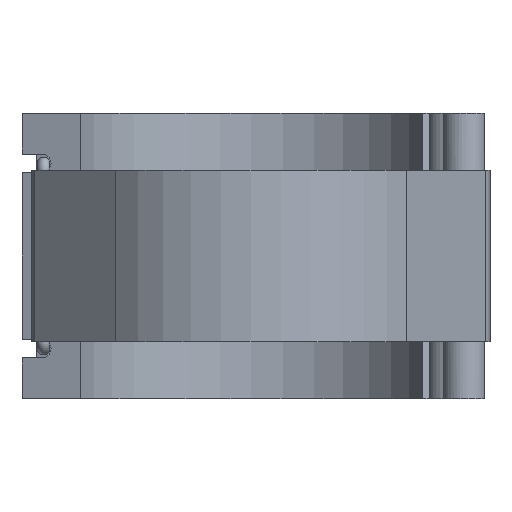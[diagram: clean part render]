
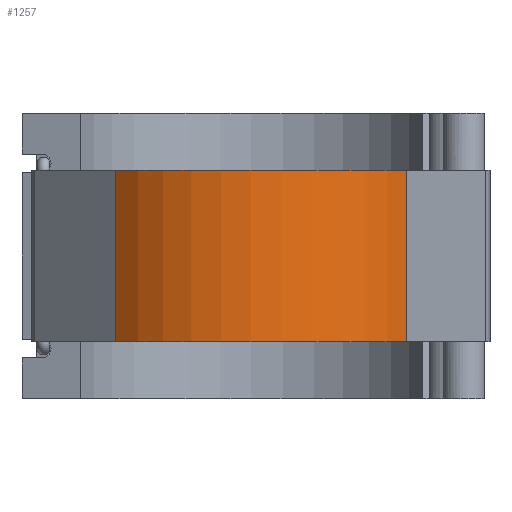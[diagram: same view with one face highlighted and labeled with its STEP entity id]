
A CAD part, front view. The second image highlights one B-rep face of the part: STEP entity #1257.
In plain terms, the highlighted cylindrical face has radius 115.875 mm (diameter 231.75 mm), a partial arc.
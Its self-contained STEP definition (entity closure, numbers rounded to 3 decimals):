
#39=CYLINDRICAL_SURFACE('',#1376,115.875);
#100=CIRCLE('',#1309,115.875);
#108=CIRCLE('',#1318,115.875);
#200=FACE_OUTER_BOUND('',#291,.T.);
#291=EDGE_LOOP('',(#1045,#1046,#1047,#1048));
#449=LINE('',#2086,#544);
#450=LINE('',#2088,#545);
#544=VECTOR('',#1683,105.6);
#545=VECTOR('',#1686,105.6);
#562=VERTEX_POINT('',#1864);
#563=VERTEX_POINT('',#1866);
#577=VERTEX_POINT('',#1896);
#578=VERTEX_POINT('',#1898);
#682=EDGE_CURVE('',#562,#563,#100,.T.);
#698=EDGE_CURVE('',#577,#578,#108,.T.);
#793=EDGE_CURVE('',#562,#578,#449,.T.);
#794=EDGE_CURVE('',#563,#577,#450,.T.);
#1045=ORIENTED_EDGE('',*,*,#793,.T.);
#1046=ORIENTED_EDGE('',*,*,#698,.F.);
#1047=ORIENTED_EDGE('',*,*,#794,.F.);
#1048=ORIENTED_EDGE('',*,*,#682,.F.);
#1257=ADVANCED_FACE('',(#200),#39,.T.);
#1309=AXIS2_PLACEMENT_3D('',#1867,#1471,#1472);
#1318=AXIS2_PLACEMENT_3D('',#1899,#1497,#1498);
#1376=AXIS2_PLACEMENT_3D('',#2087,#1684,#1685);
#1471=DIRECTION('center_axis',(0.,0.,-1.));
#1472=DIRECTION('ref_axis',(0.993,0.114,0.));
#1497=DIRECTION('center_axis',(0.,0.,1.));
#1498=DIRECTION('ref_axis',(0.993,0.114,0.));
#1683=DIRECTION('',(0.,0.,1.));
#1684=DIRECTION('center_axis',(0.,0.,1.));
#1685=DIRECTION('ref_axis',(0.993,0.114,0.));
#1686=DIRECTION('',(0.,0.,1.));
#1864=CARTESIAN_POINT('',(95.567,-65.528,-52.8));
#1866=CARTESIAN_POINT('',(-84.095,-79.718,-52.8));
#1867=CARTESIAN_POINT('Origin',(0.,0.,-52.8));
#1896=CARTESIAN_POINT('',(-84.095,-79.718,52.8));
#1898=CARTESIAN_POINT('',(95.567,-65.528,52.8));
#1899=CARTESIAN_POINT('Origin',(0.,0.,52.8));
#2086=CARTESIAN_POINT('',(95.567,-65.528,0.));
#2087=CARTESIAN_POINT('Origin',(0.,0.,0.));
#2088=CARTESIAN_POINT('',(-84.095,-79.718,0.));
